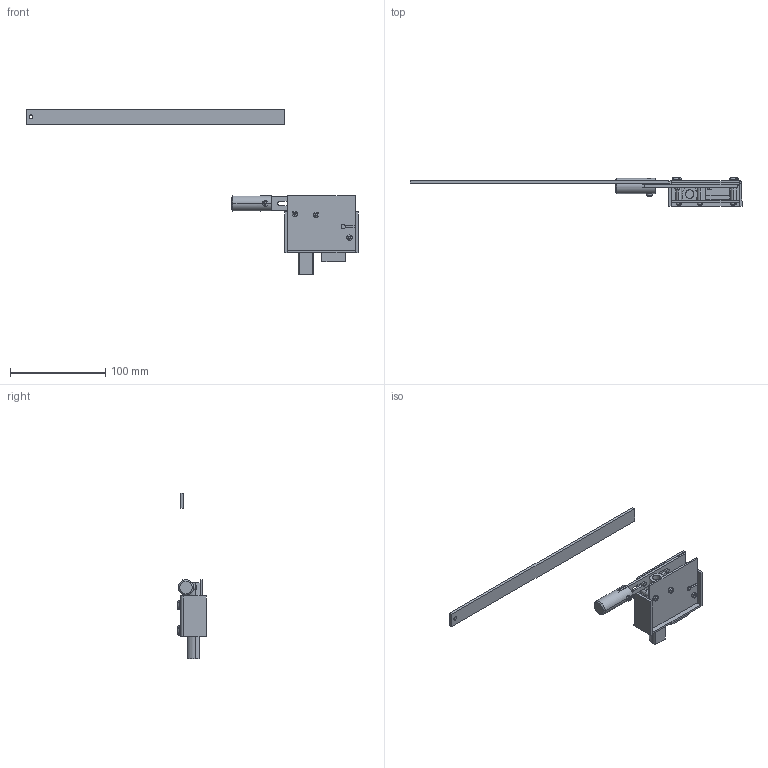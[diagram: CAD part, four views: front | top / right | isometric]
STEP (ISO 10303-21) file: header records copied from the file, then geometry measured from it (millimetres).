
FILE_DESCRIPTION (( 'STEP AP214' ), '1' );
FILE_NAME ('74884-2 Point Right Hand Deadbolt Lock Heavy Duty 60x74mm.STEP', '2019-01-03T20:31:23', ( '' ), ( '' ), 'SwSTEP 2.0', 'SolidWorks 2018', '' );
FILE_SCHEMA (( 'AUTOMOTIVE_DESIGN' ));
Length unit declared in the file: millimetre
Products named in the file (11): 74884 - Slider; 74884 - Inner Body; 74884-2 Point Right Hand Deadbolt Lock Heavy Duty 60x74mm; 74884 - Extension Rod; 91794A150_18-8 SS FILLISTER HEAD SLOTTED MACHINE SCREW_91794A150; 91794A144_18-8 SS FILLISTER HEAD SLOTTED MACHINE SCREW_91794A144; 91200A150_METRIC 18-8 SS PAN HEAD SLOTTED MACHINE SCREW_91200A150; 74884 - Lock Tab 1; 74884 - Lock Tab 2; 748884 - Lock Body; 74884 - Pin
Assembly tree (13 placements, depth 2):
  74884-2 Point Right Hand Deadbolt Lock Heavy Duty 60x74mm
    748884 - Lock Body
    74884 - Inner Body
    74884 - Lock Tab 2
    74884 - Pin
    74884 - Slider
    74884 - Lock Tab 1
    74884 - Extension Rod
    91200A150_METRIC 18-8 SS PAN HEAD SLOTTED MACHINE SCREW_91200A150  x2
    91794A144_18-8 SS FILLISTER HEAD SLOTTED MACHINE SCREW_91794A144  x3
    91794A150_18-8 SS FILLISTER HEAD SLOTTED MACHINE SCREW_91794A150
Bounding box: 349 x 30 x 174 mm (x, y, z)
Volume: 76253.6 mm3; surface area: 61739.1 mm2
Topology: 18 solids, 18 shells, 691 faces, 1815 edges, 1198 vertices
Faces by surface type: plane 297, cylinder 233, bspline 119, cone 18, sphere 16, torus 8
Entity records: 30164 total; most frequent: CARTESIAN_POINT 16476, ORIENTED_EDGE 3016, DIRECTION 2279, EDGE_CURVE 1508, VERTEX_POINT 995, VECTOR 877, LINE 877, AXIS2_PLACEMENT_3D 701
